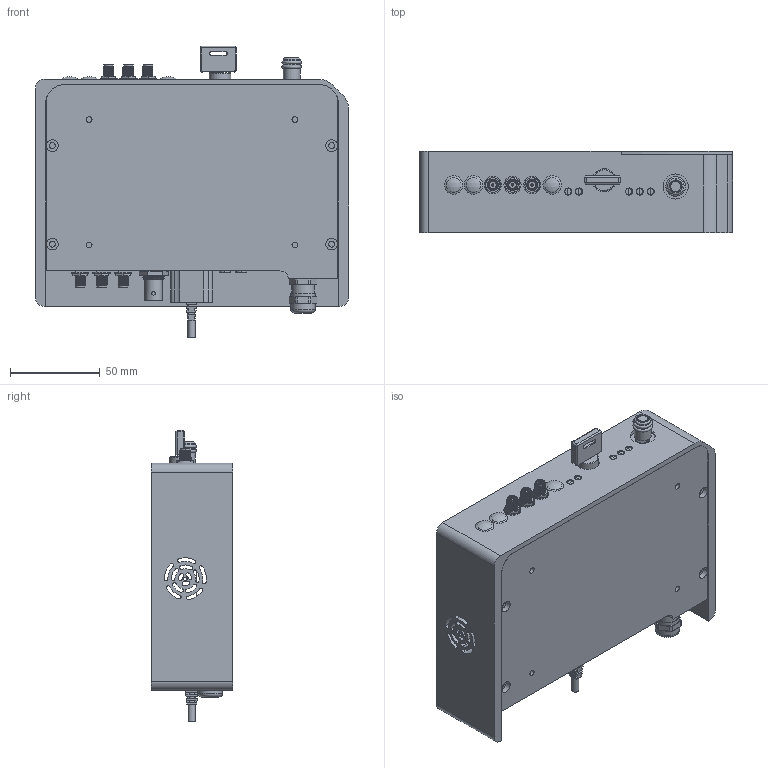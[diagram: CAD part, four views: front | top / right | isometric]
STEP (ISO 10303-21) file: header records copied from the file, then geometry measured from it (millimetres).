
FILE_DESCRIPTION (( 'STEP AP203' ), '1' );
FILE_NAME ('CCSI-LN-TDLAS.STEP', '2023-08-10T08:17:36', ( '' ), ( '' ), 'SwSTEP 2.0', 'SolidWorks 2021', '' );
FILE_SCHEMA (( 'CONFIG_CONTROL_DESIGN' ));
Products named in the file (1): CCSI-LN-TDLAS
Bounding box: 174.9 x 45.5 x 162.98 mm (x, y, z)
Surface area: 123577 mm2 (no closed solid volume)
Topology: 0 solids, 57 shells, 761 faces, 3535 edges, 2744 vertices
Faces by surface type: cylinder 355, plane 200, cone 93, bspline 86, torus 14, sphere 13
Full cylindrical faces by diameter (mm): 1.6 x1, 2 x2, 2.05 x3, 3.3 x4, 3.4 x4, 4 x6, 5.7 x1, 6.5 x7, 6.7 x1, 8 x2, 9.3 x3, 10 x1, 11.989 x1, 12.5 x1, 12.8 x1, 13 x1, 13.6 x2, 14 x1
Entity records: 52271 total; most frequent: CARTESIAN_POINT 26650, ORIENTED_EDGE 5348, DIRECTION 4230, EDGE_CURVE 3475, VERTEX_POINT 2731, AXIS2_PLACEMENT_3D 1482, B_SPLINE_CURVE_WITH_KNOTS 1392, VECTOR 1266
